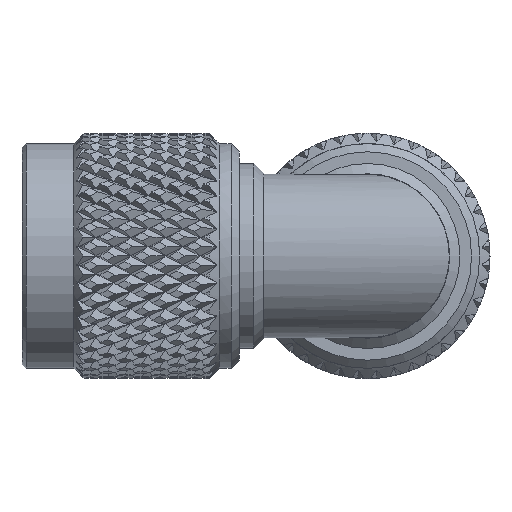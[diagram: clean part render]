
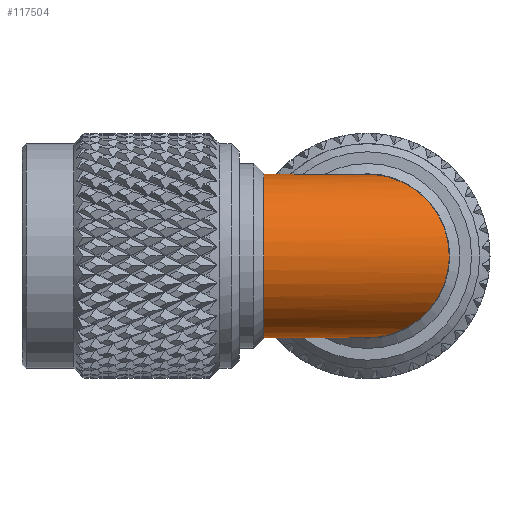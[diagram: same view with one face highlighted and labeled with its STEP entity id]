
A CAD part, front view. The second image highlights one B-rep face of the part: STEP entity #117504.
In plain terms, the highlighted cylindrical face has radius 5.08 mm (diameter 10.16 mm), a full revolution.
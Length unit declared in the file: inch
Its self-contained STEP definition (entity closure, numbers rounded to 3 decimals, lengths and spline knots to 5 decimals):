
#5735 = EDGE_LOOP ( 'NONE', ( #150479 ) ) ;
#7166 = CIRCLE ( 'NONE', #133052, 0.2 ) ;
#14255 = CARTESIAN_POINT ( 'NONE',  ( 0.64534, 0.2, 0. ) ) ;
#23910 = VERTEX_POINT ( 'NONE', #76686 ) ;
#25986 = EDGE_CURVE ( 'NONE', #51609, #51609, #7166, .T. ) ;
#27660 = CARTESIAN_POINT ( 'NONE',  ( 0.64534, 0.2, -0.4 ) ) ;
#37164 = CARTESIAN_POINT ( 'NONE',  ( 0.5921, 0., 0. ) ) ;
#51609 = VERTEX_POINT ( 'NONE', #129601 ) ;
#53673 = CARTESIAN_POINT ( 'NONE',  ( 1.04534, -0.2, 0. ) ) ;
#71024 = ORIENTED_EDGE ( 'NONE', *, *, #98615, .T. ) ;
#76686 = CARTESIAN_POINT ( 'NONE',  ( 1.04534, -0.2, 0. ) ) ;
#82957 = DIRECTION ( 'NONE',  ( 1., 0., 0. ) ) ;
#89116 = EDGE_LOOP ( 'NONE', ( #71024 ) ) ;
#91354 = CARTESIAN_POINT ( 'NONE',  ( 0.64534, 0.2, 0.4 ) ) ;
#97257 = FACE_OUTER_BOUND ( 'NONE', #89116, .T. ) ;
#98615 = EDGE_CURVE ( 'NONE', #23910, #23910, #124152, .T. ) ;
#109029 = CYLINDRICAL_SURFACE ( 'NONE', #142039, 0.2 ) ;
#117504 = ADVANCED_FACE ( 'NONE', ( #147648, #97257 ), #109029, .T. ) ;
#118284 = CARTESIAN_POINT ( 'NONE',  ( 1.04534, -0.2, -0.4 ) ) ;
#119907 = CARTESIAN_POINT ( 'NONE',  ( 1.04534, -0.2, 0. ) ) ;
#124152 =( BOUNDED_CURVE ( )  B_SPLINE_CURVE ( 3, ( #119907, #158475, #91354, #14255, #27660, #118284, #53673 ),
 .UNSPECIFIED., .T., .T. ) 
 B_SPLINE_CURVE_WITH_KNOTS ( ( 4, 3, 4 ),
 ( 0., 3.14159, 6.28319 ),
 .UNSPECIFIED. ) 
 CURVE ( )  GEOMETRIC_REPRESENTATION_ITEM ( )  RATIONAL_B_SPLINE_CURVE ( ( 1., 0.333, 0.333, 1., 0.333, 0.333, 1. ) ) 
 REPRESENTATION_ITEM ( '' )  );
#124452 = DIRECTION ( 'NONE',  ( 0., 1., 0. ) ) ;
#125263 = DIRECTION ( 'NONE',  ( -1., 0., 0. ) ) ;
#129601 = CARTESIAN_POINT ( 'NONE',  ( 0.5921, 0.2, 0. ) ) ;
#133052 = AXIS2_PLACEMENT_3D ( 'NONE', #37164, #125263, #124452 ) ;
#134226 = DIRECTION ( 'NONE',  ( 0., 0., -1. ) ) ;
#142039 = AXIS2_PLACEMENT_3D ( 'NONE', #161876, #82957, #134226 ) ;
#147648 = FACE_OUTER_BOUND ( 'NONE', #5735, .T. ) ;
#150479 = ORIENTED_EDGE ( 'NONE', *, *, #25986, .F. ) ;
#158475 = CARTESIAN_POINT ( 'NONE',  ( 1.04534, -0.2, 0.4 ) ) ;
#161876 = CARTESIAN_POINT ( 'NONE',  ( 0., 0., 0. ) ) ;
